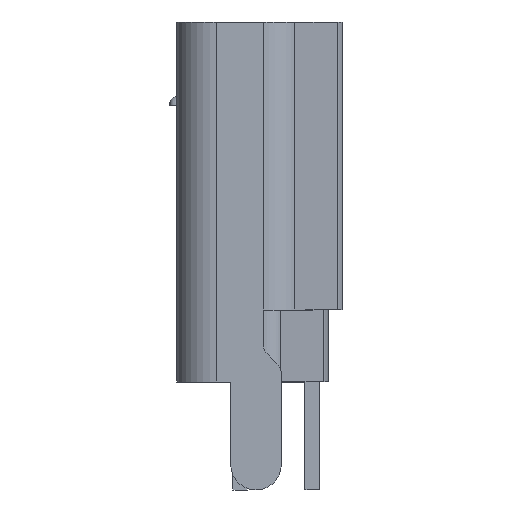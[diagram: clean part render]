
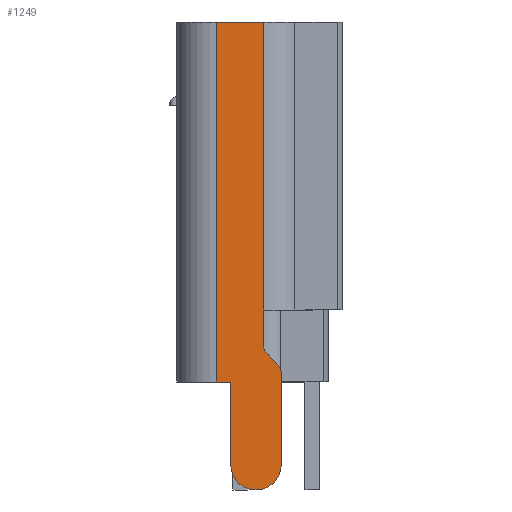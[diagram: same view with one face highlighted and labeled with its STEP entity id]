
A CAD part, front view. The second image highlights one B-rep face of the part: STEP entity #1249.
In plain terms, the highlighted planar face has unit normal (0, -1, 0).
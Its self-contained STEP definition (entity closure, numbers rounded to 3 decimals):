
#139 = VECTOR ( 'NONE', #13192, 1000. ) ;
#308 = ORIENTED_EDGE ( 'NONE', *, *, #16433, .F. ) ;
#651 = DIRECTION ( 'NONE',  ( 0., 1., 0. ) ) ;
#668 = AXIS2_PLACEMENT_3D ( 'NONE', #15177, #651, #4023 ) ;
#1060 = AXIS2_PLACEMENT_3D ( 'NONE', #8527, #11510, #17749 ) ;
#1159 = CARTESIAN_POINT ( 'NONE',  ( -0.375, -3.7, -3.65 ) ) ;
#1249 = ADVANCED_FACE ( 'NONE', ( #19313 ), #17610, .T. ) ;
#1342 = LINE ( 'NONE', #4500, #6023 ) ;
#1718 = CARTESIAN_POINT ( 'NONE',  ( -0.375, -3.7, -4. ) ) ;
#2030 = VERTEX_POINT ( 'NONE', #19943 ) ;
#2141 = DIRECTION ( 'NONE',  ( 0., 0., -1. ) ) ;
#2248 = VERTEX_POINT ( 'NONE', #17806 ) ;
#2316 = LINE ( 'NONE', #16503, #13955 ) ;
#2374 = VERTEX_POINT ( 'NONE', #19709 ) ;
#2395 = EDGE_CURVE ( 'NONE', #18482, #2248, #16854, .T. ) ;
#2763 = VERTEX_POINT ( 'NONE', #15318 ) ;
#2880 = DIRECTION ( 'NONE',  ( 0.707, 0., -0.707 ) ) ;
#2891 = ORIENTED_EDGE ( 'NONE', *, *, #3774, .F. ) ;
#3105 = VERTEX_POINT ( 'NONE', #18886 ) ;
#3142 = EDGE_CURVE ( 'NONE', #12330, #17980, #17486, .T. ) ;
#3389 = AXIS2_PLACEMENT_3D ( 'NONE', #17714, #6602, #13065 ) ;
#3424 = VERTEX_POINT ( 'NONE', #5055 ) ;
#3774 = EDGE_CURVE ( 'NONE', #7745, #2030, #1342, .T. ) ;
#4023 = DIRECTION ( 'NONE',  ( 1., 0., 0. ) ) ;
#4095 = CARTESIAN_POINT ( 'NONE',  ( 0.325, -3.7, -3.65 ) ) ;
#4500 = CARTESIAN_POINT ( 'NONE',  ( -0.575, -3.7, -7.5 ) ) ;
#4833 = ORIENTED_EDGE ( 'NONE', *, *, #8687, .T. ) ;
#5055 = CARTESIAN_POINT ( 'NONE',  ( 0.08, -3.7, 2.5 ) ) ;
#5185 = DIRECTION ( 'NONE',  ( 1., 0., 0. ) ) ;
#5198 = LINE ( 'NONE', #5522, #17883 ) ;
#5469 = ORIENTED_EDGE ( 'NONE', *, *, #15465, .T. ) ;
#5522 = CARTESIAN_POINT ( 'NONE',  ( 0.325, -3.7, -2.3 ) ) ;
#5954 = CARTESIAN_POINT ( 'NONE',  ( 0.075, -3.7, -2.05 ) ) ;
#6023 = VECTOR ( 'NONE', #8104, 1000. ) ;
#6145 = CIRCLE ( 'NONE', #1060, 0.35 ) ;
#6167 = DIRECTION ( 'NONE',  ( 1., 0., 0. ) ) ;
#6537 = VERTEX_POINT ( 'NONE', #4095 ) ;
#6602 = DIRECTION ( 'NONE',  ( 0., -1., 0. ) ) ;
#6913 = LINE ( 'NONE', #1718, #11222 ) ;
#6999 = CARTESIAN_POINT ( 'NONE',  ( 0.125, -3.7, -2.383 ) ) ;
#7447 = CARTESIAN_POINT ( 'NONE',  ( -0.575, -3.7, -2.5 ) ) ;
#7528 = ORIENTED_EDGE ( 'NONE', *, *, #14534, .F. ) ;
#7745 = VERTEX_POINT ( 'NONE', #7447 ) ;
#8104 = DIRECTION ( 'NONE',  ( 0., 0., 1. ) ) ;
#8392 = DIRECTION ( 'NONE',  ( 0., 0., 1. ) ) ;
#8527 = CARTESIAN_POINT ( 'NONE',  ( -0.025, -3.7, -3.65 ) ) ;
#8687 = EDGE_CURVE ( 'NONE', #8912, #2374, #12993, .T. ) ;
#8912 = VERTEX_POINT ( 'NONE', #1159 ) ;
#8921 = AXIS2_PLACEMENT_3D ( 'NONE', #20679, #12746, #6167 ) ;
#9540 = CARTESIAN_POINT ( 'NONE',  ( 0.134, -3.7, -2.109 ) ) ;
#10054 = VERTEX_POINT ( 'NONE', #17767 ) ;
#10777 = CIRCLE ( 'NONE', #12488, 0.2 ) ;
#11008 = EDGE_CURVE ( 'NONE', #7745, #3105, #16163, .T. ) ;
#11222 = VECTOR ( 'NONE', #8392, 1000. ) ;
#11317 = CARTESIAN_POINT ( 'NONE',  ( 0.075, -3.7, -1.5 ) ) ;
#11418 = EDGE_CURVE ( 'NONE', #10054, #3424, #18228, .T. ) ;
#11428 = ORIENTED_EDGE ( 'NONE', *, *, #11008, .T. ) ;
#11510 = DIRECTION ( 'NONE',  ( 0., -1., 0. ) ) ;
#11631 = VECTOR ( 'NONE', #19704, 1000. ) ;
#11672 = ORIENTED_EDGE ( 'NONE', *, *, #12387, .T. ) ;
#11776 = CARTESIAN_POINT ( 'NONE',  ( 0.08, -3.7, -7.5 ) ) ;
#11905 = DIRECTION ( 'NONE',  ( 1., 0., 0. ) ) ;
#11976 = DIRECTION ( 'NONE',  ( 1., 0., 0. ) ) ;
#12086 = ORIENTED_EDGE ( 'NONE', *, *, #3142, .F. ) ;
#12112 = ORIENTED_EDGE ( 'NONE', *, *, #20748, .T. ) ;
#12216 = EDGE_CURVE ( 'NONE', #8912, #3105, #6913, .T. ) ;
#12330 = VERTEX_POINT ( 'NONE', #9540 ) ;
#12387 = EDGE_CURVE ( 'NONE', #18482, #10054, #2316, .T. ) ;
#12488 = AXIS2_PLACEMENT_3D ( 'NONE', #6999, #19928, #11905 ) ;
#12746 = DIRECTION ( 'NONE',  ( 0., -1., 0. ) ) ;
#12992 = CARTESIAN_POINT ( 'NONE',  ( -1.175, -3.7, -2.5 ) ) ;
#12993 = CIRCLE ( 'NONE', #8921, 0.35 ) ;
#13065 = DIRECTION ( 'NONE',  ( 1., 0., 0. ) ) ;
#13192 = DIRECTION ( 'NONE',  ( 1., 0., 0. ) ) ;
#13253 = CARTESIAN_POINT ( 'NONE',  ( -0.575, -3.7, 2.5 ) ) ;
#13368 = CARTESIAN_POINT ( 'NONE',  ( 0.266, -3.7, -2.241 ) ) ;
#13788 = ORIENTED_EDGE ( 'NONE', *, *, #12216, .F. ) ;
#13955 = VECTOR ( 'NONE', #11976, 1000. ) ;
#14167 = ORIENTED_EDGE ( 'NONE', *, *, #14623, .T. ) ;
#14224 = CIRCLE ( 'NONE', #668, 0.2 ) ;
#14534 = EDGE_CURVE ( 'NONE', #2763, #6537, #5198, .T. ) ;
#14623 = EDGE_CURVE ( 'NONE', #2763, #17980, #10777, .T. ) ;
#14936 = VECTOR ( 'NONE', #5185, 1000. ) ;
#15177 = CARTESIAN_POINT ( 'NONE',  ( 0.275, -3.7, -1.967 ) ) ;
#15252 = VECTOR ( 'NONE', #16752, 1000. ) ;
#15318 = CARTESIAN_POINT ( 'NONE',  ( 0.325, -3.7, -2.383 ) ) ;
#15465 = EDGE_CURVE ( 'NONE', #12330, #2248, #14224, .T. ) ;
#16163 = LINE ( 'NONE', #12992, #139 ) ;
#16433 = EDGE_CURVE ( 'NONE', #2030, #3424, #20988, .T. ) ;
#16503 = CARTESIAN_POINT ( 'NONE',  ( 0.075, -3.7, -1.5 ) ) ;
#16752 = DIRECTION ( 'NONE',  ( 0., 0., -1. ) ) ;
#16854 = LINE ( 'NONE', #18231, #15252 ) ;
#17325 = ORIENTED_EDGE ( 'NONE', *, *, #2395, .F. ) ;
#17486 = LINE ( 'NONE', #5954, #20584 ) ;
#17610 = PLANE ( 'NONE',  #3389 ) ;
#17714 = CARTESIAN_POINT ( 'NONE',  ( -0.575, -3.7, -7.5 ) ) ;
#17749 = DIRECTION ( 'NONE',  ( 1., 0., 0. ) ) ;
#17767 = CARTESIAN_POINT ( 'NONE',  ( 0.08, -3.7, -1.5 ) ) ;
#17806 = CARTESIAN_POINT ( 'NONE',  ( 0.075, -3.7, -1.967 ) ) ;
#17883 = VECTOR ( 'NONE', #2141, 1000. ) ;
#17980 = VERTEX_POINT ( 'NONE', #13368 ) ;
#18228 = LINE ( 'NONE', #11776, #11631 ) ;
#18231 = CARTESIAN_POINT ( 'NONE',  ( 0.075, -3.7, -2.5 ) ) ;
#18482 = VERTEX_POINT ( 'NONE', #11317 ) ;
#18886 = CARTESIAN_POINT ( 'NONE',  ( -0.375, -3.7, -2.5 ) ) ;
#19313 = FACE_OUTER_BOUND ( 'NONE', #20321, .T. ) ;
#19704 = DIRECTION ( 'NONE',  ( 0., 0., 1. ) ) ;
#19709 = CARTESIAN_POINT ( 'NONE',  ( -0.025, -3.7, -4. ) ) ;
#19928 = DIRECTION ( 'NONE',  ( 0., -1., 0. ) ) ;
#19943 = CARTESIAN_POINT ( 'NONE',  ( -0.575, -3.7, 2.5 ) ) ;
#20321 = EDGE_LOOP ( 'NONE', ( #7528, #14167, #12086, #5469, #17325, #11672, #20503, #308, #2891, #11428, #13788, #4833, #12112 ) ) ;
#20503 = ORIENTED_EDGE ( 'NONE', *, *, #11418, .T. ) ;
#20584 = VECTOR ( 'NONE', #2880, 1000. ) ;
#20679 = CARTESIAN_POINT ( 'NONE',  ( -0.025, -3.7, -3.65 ) ) ;
#20748 = EDGE_CURVE ( 'NONE', #2374, #6537, #6145, .T. ) ;
#20988 = LINE ( 'NONE', #13253, #14936 ) ;
